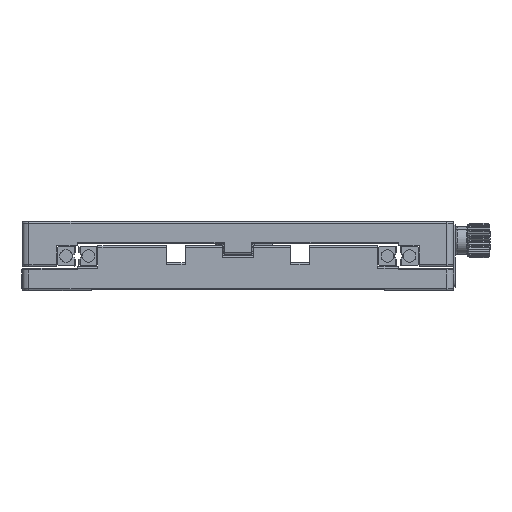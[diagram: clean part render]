
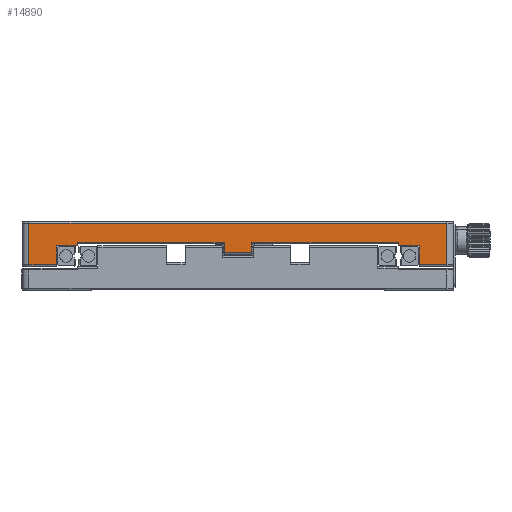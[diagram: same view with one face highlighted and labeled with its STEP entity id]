
A CAD part, front view. The second image highlights one B-rep face of the part: STEP entity #14890.
In plain terms, the highlighted planar face has unit normal (0, -1, 0).
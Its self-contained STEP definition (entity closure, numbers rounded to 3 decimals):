
#449 = VECTOR ( 'NONE', #18594, 1000. ) ;
#507 = VERTEX_POINT ( 'NONE', #23018 ) ;
#763 = VERTEX_POINT ( 'NONE', #21797 ) ;
#765 = VECTOR ( 'NONE', #5699, 1000. ) ;
#1082 = EDGE_CURVE ( 'NONE', #13288, #2297, #17524, .T. ) ;
#1085 = CARTESIAN_POINT ( 'NONE',  ( -52.5, -62.5, 13. ) ) ;
#1284 = ORIENTED_EDGE ( 'NONE', *, *, #23530, .F. ) ;
#1293 = VERTEX_POINT ( 'NONE', #25652 ) ;
#1527 = VECTOR ( 'NONE', #12659, 1000. ) ;
#1550 = CARTESIAN_POINT ( 'NONE',  ( 52.5, -62.5, 13. ) ) ;
#1825 = VERTEX_POINT ( 'NONE', #24454 ) ;
#1873 = EDGE_CURVE ( 'NONE', #21486, #13112, #15056, .T. ) ;
#2297 = VERTEX_POINT ( 'NONE', #24203 ) ;
#2307 = DIRECTION ( 'NONE',  ( 0., 0., -1. ) ) ;
#2532 = DIRECTION ( 'NONE',  ( 0., 1., 0. ) ) ;
#2621 = CARTESIAN_POINT ( 'NONE',  ( -46.5, -62.5, 14. ) ) ;
#2700 = VERTEX_POINT ( 'NONE', #13061 ) ;
#2811 = EDGE_CURVE ( 'NONE', #2700, #26123, #26229, .T. ) ;
#3201 = EDGE_CURVE ( 'NONE', #8342, #11566, #5022, .T. ) ;
#3373 = VECTOR ( 'NONE', #14916, 1000. ) ;
#3565 = ORIENTED_EDGE ( 'NONE', *, *, #13513, .T. ) ;
#3720 = DIRECTION ( 'NONE',  ( 0., 0., 1. ) ) ;
#4002 = EDGE_CURVE ( 'NONE', #1293, #21486, #17195, .T. ) ;
#4178 = CARTESIAN_POINT ( 'NONE',  ( -46.5, -62.5, 13. ) ) ;
#4313 = VECTOR ( 'NONE', #7096, 1000. ) ;
#4484 = ORIENTED_EDGE ( 'NONE', *, *, #2811, .T. ) ;
#4667 = ORIENTED_EDGE ( 'NONE', *, *, #4002, .T. ) ;
#5022 = LINE ( 'NONE', #20614, #16467 ) ;
#5142 = LINE ( 'NONE', #1085, #19702 ) ;
#5202 = DIRECTION ( 'NONE',  ( 0., 0., -1. ) ) ;
#5699 = DIRECTION ( 'NONE',  ( -1., 0., 0. ) ) ;
#5717 = CARTESIAN_POINT ( 'NONE',  ( -52.5, -62.5, 7.5 ) ) ;
#6551 = DIRECTION ( 'NONE',  ( 0., 0., -1. ) ) ;
#7017 = EDGE_CURVE ( 'NONE', #8342, #1825, #20722, .T. ) ;
#7096 = DIRECTION ( 'NONE',  ( 0., 0., 1. ) ) ;
#7137 = EDGE_CURVE ( 'NONE', #507, #26123, #27030, .T. ) ;
#7634 = DIRECTION ( 'NONE',  ( 1., 0., 0. ) ) ;
#8342 = VERTEX_POINT ( 'NONE', #2621 ) ;
#8655 = ORIENTED_EDGE ( 'NONE', *, *, #1082, .T. ) ;
#8849 = CARTESIAN_POINT ( 'NONE',  ( 60.5, -62.5, 7.5 ) ) ;
#8877 = ORIENTED_EDGE ( 'NONE', *, *, #25528, .F. ) ;
#9249 = VERTEX_POINT ( 'NONE', #21177 ) ;
#9614 = CARTESIAN_POINT ( 'NONE',  ( 62.5, -62.5, 7. ) ) ;
#9798 = VECTOR ( 'NONE', #17170, 1000. ) ;
#10148 = VECTOR ( 'NONE', #17333, 1000. ) ;
#10313 = CARTESIAN_POINT ( 'NONE',  ( -4., -62.5, 11. ) ) ;
#10410 = CARTESIAN_POINT ( 'NONE',  ( 4., -62.5, 13.5 ) ) ;
#10492 = CARTESIAN_POINT ( 'NONE',  ( 52.5, -62.5, 13. ) ) ;
#10581 = LINE ( 'NONE', #15905, #765 ) ;
#10690 = VECTOR ( 'NONE', #11932, 1000. ) ;
#10826 = VERTEX_POINT ( 'NONE', #24406 ) ;
#11032 = CARTESIAN_POINT ( 'NONE',  ( 62.5, -62.5, 19.5 ) ) ;
#11095 = CARTESIAN_POINT ( 'NONE',  ( 60.5, -62.5, 7.5 ) ) ;
#11169 = ORIENTED_EDGE ( 'NONE', *, *, #27621, .T. ) ;
#11566 = VERTEX_POINT ( 'NONE', #4178 ) ;
#11780 = DIRECTION ( 'NONE',  ( 0., 0., -1. ) ) ;
#11932 = DIRECTION ( 'NONE',  ( 1., 0., 0. ) ) ;
#12250 = VECTOR ( 'NONE', #15322, 1000. ) ;
#12607 = EDGE_CURVE ( 'NONE', #10826, #14639, #27615, .T. ) ;
#12659 = DIRECTION ( 'NONE',  ( 0., 0., -1. ) ) ;
#12679 = CARTESIAN_POINT ( 'NONE',  ( -4., -62.5, 14. ) ) ;
#12683 = VECTOR ( 'NONE', #21842, 1000. ) ;
#13061 = CARTESIAN_POINT ( 'NONE',  ( 46.5, -62.5, 14. ) ) ;
#13112 = VERTEX_POINT ( 'NONE', #5717 ) ;
#13288 = VERTEX_POINT ( 'NONE', #10313 ) ;
#13318 = ORIENTED_EDGE ( 'NONE', *, *, #19470, .T. ) ;
#13513 = EDGE_CURVE ( 'NONE', #14639, #26671, #15966, .T. ) ;
#14136 = CARTESIAN_POINT ( 'NONE',  ( -52.5, -62.5, 7.5 ) ) ;
#14639 = VERTEX_POINT ( 'NONE', #11095 ) ;
#14830 = ORIENTED_EDGE ( 'NONE', *, *, #7017, .T. ) ;
#14890 = ADVANCED_FACE ( 'NONE', ( #27092 ), #26633, .F. ) ;
#14916 = DIRECTION ( 'NONE',  ( -1., 0., 0. ) ) ;
#15056 = LINE ( 'NONE', #14136, #10690 ) ;
#15301 = CARTESIAN_POINT ( 'NONE',  ( 46.5, -62.5, 13. ) ) ;
#15322 = DIRECTION ( 'NONE',  ( 1., 0., 0. ) ) ;
#15717 = LINE ( 'NONE', #22486, #27145 ) ;
#15816 = LINE ( 'NONE', #10492, #9798 ) ;
#15905 = CARTESIAN_POINT ( 'NONE',  ( -40.5, -62.5, 13. ) ) ;
#15966 = LINE ( 'NONE', #27628, #4313 ) ;
#16177 = ORIENTED_EDGE ( 'NONE', *, *, #1873, .T. ) ;
#16349 = CARTESIAN_POINT ( 'NONE',  ( 60.5, -62.5, 19.5 ) ) ;
#16467 = VECTOR ( 'NONE', #2307, 1000. ) ;
#16556 = VECTOR ( 'NONE', #18395, 1000. ) ;
#17170 = DIRECTION ( 'NONE',  ( 0., 0., -1. ) ) ;
#17195 = LINE ( 'NONE', #21270, #27328 ) ;
#17333 = DIRECTION ( 'NONE',  ( 1., 0., 0. ) ) ;
#17524 = LINE ( 'NONE', #20663, #16556 ) ;
#17716 = CARTESIAN_POINT ( 'NONE',  ( 46.5, -62.5, 139.159 ) ) ;
#18259 = EDGE_LOOP ( 'NONE', ( #4667, #16177, #22325, #1284, #19752, #14830, #8877, #8655, #24955, #11169, #4484, #22937, #21902, #23107, #3565, #13318 ) ) ;
#18395 = DIRECTION ( 'NONE',  ( 1., 0., 0. ) ) ;
#18594 = DIRECTION ( 'NONE',  ( -1., 0., 0. ) ) ;
#18652 = AXIS2_PLACEMENT_3D ( 'NONE', #9614, #2532, #6551 ) ;
#19069 = LINE ( 'NONE', #11032, #449 ) ;
#19214 = VECTOR ( 'NONE', #7634, 1000. ) ;
#19294 = EDGE_CURVE ( 'NONE', #507, #10826, #15816, .T. ) ;
#19470 = EDGE_CURVE ( 'NONE', #26671, #1293, #19069, .T. ) ;
#19702 = VECTOR ( 'NONE', #11780, 1000. ) ;
#19752 = ORIENTED_EDGE ( 'NONE', *, *, #3201, .F. ) ;
#20614 = CARTESIAN_POINT ( 'NONE',  ( -46.5, -62.5, 139.159 ) ) ;
#20663 = CARTESIAN_POINT ( 'NONE',  ( 4., -62.5, 11. ) ) ;
#20722 = LINE ( 'NONE', #12679, #12250 ) ;
#21177 = CARTESIAN_POINT ( 'NONE',  ( 4., -62.5, 14. ) ) ;
#21270 = CARTESIAN_POINT ( 'NONE',  ( -60.5, -62.5, 7. ) ) ;
#21486 = VERTEX_POINT ( 'NONE', #21938 ) ;
#21797 = CARTESIAN_POINT ( 'NONE',  ( -52.5, -62.5, 13. ) ) ;
#21842 = DIRECTION ( 'NONE',  ( 0., 0., -1. ) ) ;
#21902 = ORIENTED_EDGE ( 'NONE', *, *, #19294, .T. ) ;
#21938 = CARTESIAN_POINT ( 'NONE',  ( -60.5, -62.5, 7.5 ) ) ;
#22325 = ORIENTED_EDGE ( 'NONE', *, *, #26394, .F. ) ;
#22486 = CARTESIAN_POINT ( 'NONE',  ( -4., -62.5, 13.5 ) ) ;
#22937 = ORIENTED_EDGE ( 'NONE', *, *, #7137, .F. ) ;
#23018 = CARTESIAN_POINT ( 'NONE',  ( 52.5, -62.5, 13. ) ) ;
#23107 = ORIENTED_EDGE ( 'NONE', *, *, #12607, .T. ) ;
#23396 = LINE ( 'NONE', #10410, #1527 ) ;
#23530 = EDGE_CURVE ( 'NONE', #11566, #763, #10581, .T. ) ;
#23745 = CARTESIAN_POINT ( 'NONE',  ( 46.5, -62.5, 14. ) ) ;
#24203 = CARTESIAN_POINT ( 'NONE',  ( 4., -62.5, 11. ) ) ;
#24406 = CARTESIAN_POINT ( 'NONE',  ( 52.5, -62.5, 7.5 ) ) ;
#24454 = CARTESIAN_POINT ( 'NONE',  ( -4., -62.5, 14. ) ) ;
#24955 = ORIENTED_EDGE ( 'NONE', *, *, #25117, .F. ) ;
#25117 = EDGE_CURVE ( 'NONE', #9249, #2297, #23396, .T. ) ;
#25528 = EDGE_CURVE ( 'NONE', #13288, #1825, #15717, .T. ) ;
#25652 = CARTESIAN_POINT ( 'NONE',  ( -60.5, -62.5, 19.5 ) ) ;
#26123 = VERTEX_POINT ( 'NONE', #15301 ) ;
#26229 = LINE ( 'NONE', #17716, #12683 ) ;
#26394 = EDGE_CURVE ( 'NONE', #763, #13112, #5142, .T. ) ;
#26633 = PLANE ( 'NONE',  #18652 ) ;
#26671 = VERTEX_POINT ( 'NONE', #16349 ) ;
#26848 = LINE ( 'NONE', #23745, #19214 ) ;
#27030 = LINE ( 'NONE', #1550, #3373 ) ;
#27092 = FACE_OUTER_BOUND ( 'NONE', #18259, .T. ) ;
#27145 = VECTOR ( 'NONE', #3720, 1000. ) ;
#27328 = VECTOR ( 'NONE', #5202, 1000. ) ;
#27615 = LINE ( 'NONE', #8849, #10148 ) ;
#27621 = EDGE_CURVE ( 'NONE', #9249, #2700, #26848, .T. ) ;
#27628 = CARTESIAN_POINT ( 'NONE',  ( 60.5, -62.5, 7. ) ) ;
